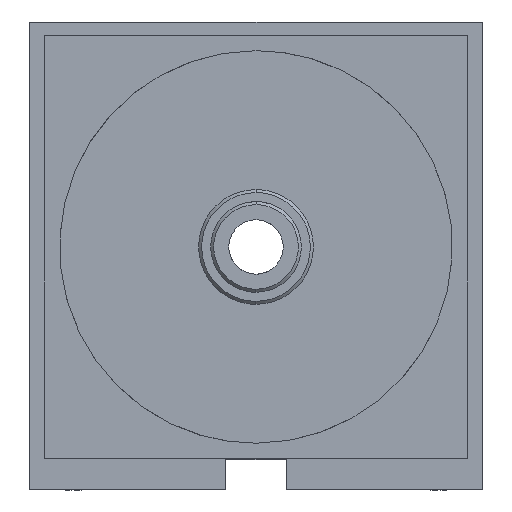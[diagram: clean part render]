
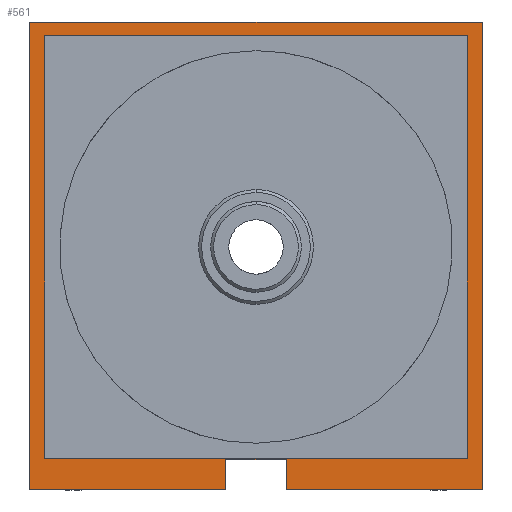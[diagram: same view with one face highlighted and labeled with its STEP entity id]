
A CAD part, left-side view. The second image highlights one B-rep face of the part: STEP entity #561.
In plain terms, the highlighted planar face has unit normal (-1, 0, 0).
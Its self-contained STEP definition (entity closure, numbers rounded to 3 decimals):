
#14 = ORIENTED_EDGE ( 'NONE', *, *, #1057, .T. ) ;
#17 = CARTESIAN_POINT ( 'NONE',  ( -152.984, 87.853, 348.5 ) ) ;
#29 = CARTESIAN_POINT ( 'NONE',  ( -152.984, 22.853, 348.5 ) ) ;
#35 = EDGE_CURVE ( 'NONE', #1278, #1165, #1635, .T. ) ;
#66 = EDGE_CURVE ( 'NONE', #3380, #3195, #4092, .T. ) ;
#90 = CARTESIAN_POINT ( 'NONE',  ( -152.984, 82.853, 499. ) ) ;
#197 = CARTESIAN_POINT ( 'NONE',  ( -152.984, 22.853, 358.5 ) ) ;
#210 = EDGE_LOOP ( 'NONE', ( #2636, #3430, #704, #5115 ) ) ;
#253 = CARTESIAN_POINT ( 'NONE',  ( -152.984, 87.853, 400.167 ) ) ;
#306 = FACE_BOUND ( 'NONE', #210, .T. ) ;
#364 = VERTEX_POINT ( 'NONE', #871 ) ;
#491 = EDGE_CURVE ( 'NONE', #3195, #524, #4541, .T. ) ;
#524 = VERTEX_POINT ( 'NONE', #4560 ) ;
#528 = CARTESIAN_POINT ( 'NONE',  ( -152.984, 22.853, 355.167 ) ) ;
#539 = CARTESIAN_POINT ( 'NONE',  ( -152.984, 44.519, 348.5 ) ) ;
#561 = ADVANCED_FACE ( 'NONE', ( #1920, #306 ), #3604, .F. ) ;
#569 = CARTESIAN_POINT ( 'NONE',  ( -152.984, 82.853, 499. ) ) ;
#598 = CARTESIAN_POINT ( 'NONE',  ( -152.984, 82.853, 452.333 ) ) ;
#615 = CARTESIAN_POINT ( 'NONE',  ( -152.984, 87.853, 451.833 ) ) ;
#665 = VERTEX_POINT ( 'NONE', #29 ) ;
#704 = ORIENTED_EDGE ( 'NONE', *, *, #3560, .F. ) ;
#732 = VERTEX_POINT ( 'NONE', #1033 ) ;
#834 = CARTESIAN_POINT ( 'NONE',  ( -152.984, -57.147, 452.333 ) ) ;
#838 = CARTESIAN_POINT ( 'NONE',  ( -152.984, 16.186, 358.5 ) ) ;
#871 = CARTESIAN_POINT ( 'NONE',  ( -152.984, -57.147, 359. ) ) ;
#892 = CARTESIAN_POINT ( 'NONE',  ( -152.984, 2.853, 348.5 ) ) ;
#903 = EDGE_CURVE ( 'NONE', #4037, #1752, #3934, .T. ) ;
#954 = CARTESIAN_POINT ( 'NONE',  ( -152.984, -57.147, 499. ) ) ;
#966 = CARTESIAN_POINT ( 'NONE',  ( -152.984, -18.814, 348.5 ) ) ;
#967 = CARTESIAN_POINT ( 'NONE',  ( -152.984, 2.853, 351.833 ) ) ;
#1008 = B_SPLINE_CURVE_WITH_KNOTS ( 'NONE', 3,
 ( #4814, #2218, #528, #3014 ),
 .UNSPECIFIED., .F., .F.,
 ( 4, 4 ),
 ( 0., 1. ),
 .UNSPECIFIED. ) ;
#1033 = CARTESIAN_POINT ( 'NONE',  ( -152.984, 2.853, 358.5 ) ) ;
#1038 = CARTESIAN_POINT ( 'NONE',  ( -152.984, -62.147, 503.5 ) ) ;
#1057 = EDGE_CURVE ( 'NONE', #665, #2486, #1008, .T. ) ;
#1098 = CARTESIAN_POINT ( 'NONE',  ( -152.984, 82.853, 405.667 ) ) ;
#1165 = VERTEX_POINT ( 'NONE', #4904 ) ;
#1278 = VERTEX_POINT ( 'NONE', #90 ) ;
#1298 = CARTESIAN_POINT ( 'NONE',  ( -152.984, 82.853, 499. ) ) ;
#1324 = CARTESIAN_POINT ( 'NONE',  ( -152.984, 66.186, 348.5 ) ) ;
#1396 = CARTESIAN_POINT ( 'NONE',  ( -152.984, 22.853, 348.5 ) ) ;
#1413 = CARTESIAN_POINT ( 'NONE',  ( -152.984, -62.147, 348.5 ) ) ;
#1457 = CARTESIAN_POINT ( 'NONE',  ( -152.984, 87.853, 503.5 ) ) ;
#1501 = DIRECTION ( 'NONE',  ( 1., 0., 0. ) ) ;
#1562 = EDGE_LOOP ( 'NONE', ( #4170, #5388, #2740, #3627, #3117, #5420, #5057, #14 ) ) ;
#1620 = CARTESIAN_POINT ( 'NONE',  ( -152.984, 22.853, 358.5 ) ) ;
#1635 = B_SPLINE_CURVE_WITH_KNOTS ( 'NONE', 3,
 ( #569, #598, #1098, #5257 ),
 .UNSPECIFIED., .F., .F.,
 ( 4, 4 ),
 ( 0., 1. ),
 .UNSPECIFIED. ) ;
#1636 = CARTESIAN_POINT ( 'NONE',  ( -152.984, 87.853, 503.5 ) ) ;
#1650 = CARTESIAN_POINT ( 'NONE',  ( -152.984, -57.147, 499. ) ) ;
#1752 = VERTEX_POINT ( 'NONE', #1636 ) ;
#1908 = CARTESIAN_POINT ( 'NONE',  ( -152.984, -62.147, 400.167 ) ) ;
#1920 = FACE_OUTER_BOUND ( 'NONE', #1562, .T. ) ;
#2055 = B_SPLINE_CURVE_WITH_KNOTS ( 'NONE', 3,
 ( #1650, #5082, #3931, #1298 ),
 .UNSPECIFIED., .F., .F.,
 ( 4, 4 ),
 ( 0., 1. ),
 .UNSPECIFIED. ) ;
#2152 = AXIS2_PLACEMENT_3D ( 'NONE', #5324, #1501, #4134 ) ;
#2218 = CARTESIAN_POINT ( 'NONE',  ( -152.984, 22.853, 351.833 ) ) ;
#2247 = EDGE_CURVE ( 'NONE', #732, #524, #4099, .T. ) ;
#2286 = B_SPLINE_CURVE_WITH_KNOTS ( 'NONE', 3,
 ( #3187, #3213, #2792, #4547 ),
 .UNSPECIFIED., .F., .F.,
 ( 4, 4 ),
 ( 0., 1. ),
 .UNSPECIFIED. ) ;
#2287 = EDGE_CURVE ( 'NONE', #665, #4037, #4577, .T. ) ;
#2297 = CARTESIAN_POINT ( 'NONE',  ( -152.984, -62.147, 348.5 ) ) ;
#2310 = CARTESIAN_POINT ( 'NONE',  ( -152.984, 2.853, 348.5 ) ) ;
#2411 = EDGE_CURVE ( 'NONE', #1165, #364, #2286, .T. ) ;
#2456 = VERTEX_POINT ( 'NONE', #954 ) ;
#2470 = EDGE_CURVE ( 'NONE', #1752, #3380, #3301, .T. ) ;
#2483 = CARTESIAN_POINT ( 'NONE',  ( -152.984, 9.519, 358.5 ) ) ;
#2486 = VERTEX_POINT ( 'NONE', #197 ) ;
#2529 = CARTESIAN_POINT ( 'NONE',  ( -152.984, -57.147, 499. ) ) ;
#2636 = ORIENTED_EDGE ( 'NONE', *, *, #2411, .F. ) ;
#2731 = CARTESIAN_POINT ( 'NONE',  ( -152.984, -12.147, 503.5 ) ) ;
#2740 = ORIENTED_EDGE ( 'NONE', *, *, #491, .F. ) ;
#2792 = CARTESIAN_POINT ( 'NONE',  ( -152.984, -10.481, 359. ) ) ;
#2948 = CARTESIAN_POINT ( 'NONE',  ( -152.984, -57.147, 359. ) ) ;
#3014 = CARTESIAN_POINT ( 'NONE',  ( -152.984, 22.853, 358.5 ) ) ;
#3025 = CARTESIAN_POINT ( 'NONE',  ( -152.984, 87.853, 348.5 ) ) ;
#3117 = ORIENTED_EDGE ( 'NONE', *, *, #2470, .F. ) ;
#3187 = CARTESIAN_POINT ( 'NONE',  ( -152.984, 82.853, 359. ) ) ;
#3195 = VERTEX_POINT ( 'NONE', #4574 ) ;
#3202 = CARTESIAN_POINT ( 'NONE',  ( -152.984, -62.147, 503.5 ) ) ;
#3213 = CARTESIAN_POINT ( 'NONE',  ( -152.984, 36.186, 359. ) ) ;
#3301 = B_SPLINE_CURVE_WITH_KNOTS ( 'NONE', 3,
 ( #1457, #3711, #2731, #4944 ),
 .UNSPECIFIED., .F., .F.,
 ( 4, 4 ),
 ( 0., 1. ),
 .UNSPECIFIED. ) ;
#3380 = VERTEX_POINT ( 'NONE', #3202 ) ;
#3430 = ORIENTED_EDGE ( 'NONE', *, *, #35, .F. ) ;
#3560 = EDGE_CURVE ( 'NONE', #2456, #1278, #2055, .T. ) ;
#3604 = PLANE ( 'NONE',  #2152 ) ;
#3605 = CARTESIAN_POINT ( 'NONE',  ( -152.984, 2.853, 358.5 ) ) ;
#3627 = ORIENTED_EDGE ( 'NONE', *, *, #66, .F. ) ;
#3640 = B_SPLINE_CURVE_WITH_KNOTS ( 'NONE', 3,
 ( #1620, #838, #2483, #4590 ),
 .UNSPECIFIED., .F., .F.,
 ( 4, 4 ),
 ( 0., 1. ),
 .UNSPECIFIED. ) ;
#3711 = CARTESIAN_POINT ( 'NONE',  ( -152.984, 37.853, 503.5 ) ) ;
#3931 = CARTESIAN_POINT ( 'NONE',  ( -152.984, 36.186, 499. ) ) ;
#3934 = B_SPLINE_CURVE_WITH_KNOTS ( 'NONE', 3,
 ( #5331, #253, #615, #4479 ),
 .UNSPECIFIED., .F., .F.,
 ( 4, 4 ),
 ( 0., 1. ),
 .UNSPECIFIED. ) ;
#3965 = CARTESIAN_POINT ( 'NONE',  ( -152.984, -40.481, 348.5 ) ) ;
#4037 = VERTEX_POINT ( 'NONE', #17 ) ;
#4092 = B_SPLINE_CURVE_WITH_KNOTS ( 'NONE', 3,
 ( #1038, #4519, #1908, #2297 ),
 .UNSPECIFIED., .F., .F.,
 ( 4, 4 ),
 ( 0., 1. ),
 .UNSPECIFIED. ) ;
#4099 = B_SPLINE_CURVE_WITH_KNOTS ( 'NONE', 3,
 ( #3605, #4813, #967, #2310 ),
 .UNSPECIFIED., .F., .F.,
 ( 4, 4 ),
 ( 0., 1. ),
 .UNSPECIFIED. ) ;
#4134 = DIRECTION ( 'NONE',  ( 0., 1., 0. ) ) ;
#4170 = ORIENTED_EDGE ( 'NONE', *, *, #4248, .T. ) ;
#4248 = EDGE_CURVE ( 'NONE', #2486, #732, #3640, .T. ) ;
#4479 = CARTESIAN_POINT ( 'NONE',  ( -152.984, 87.853, 503.5 ) ) ;
#4519 = CARTESIAN_POINT ( 'NONE',  ( -152.984, -62.147, 451.833 ) ) ;
#4541 = B_SPLINE_CURVE_WITH_KNOTS ( 'NONE', 3,
 ( #1413, #3965, #966, #892 ),
 .UNSPECIFIED., .F., .F.,
 ( 4, 4 ),
 ( 0., 1. ),
 .UNSPECIFIED. ) ;
#4547 = CARTESIAN_POINT ( 'NONE',  ( -152.984, -57.147, 359. ) ) ;
#4560 = CARTESIAN_POINT ( 'NONE',  ( -152.984, 2.853, 348.5 ) ) ;
#4574 = CARTESIAN_POINT ( 'NONE',  ( -152.984, -62.147, 348.5 ) ) ;
#4577 = B_SPLINE_CURVE_WITH_KNOTS ( 'NONE', 3,
 ( #1396, #539, #1324, #3025 ),
 .UNSPECIFIED., .F., .F.,
 ( 4, 4 ),
 ( 0., 1. ),
 .UNSPECIFIED. ) ;
#4590 = CARTESIAN_POINT ( 'NONE',  ( -152.984, 2.853, 358.5 ) ) ;
#4666 = CARTESIAN_POINT ( 'NONE',  ( -152.984, -57.147, 405.667 ) ) ;
#4813 = CARTESIAN_POINT ( 'NONE',  ( -152.984, 2.853, 355.167 ) ) ;
#4814 = CARTESIAN_POINT ( 'NONE',  ( -152.984, 22.853, 348.5 ) ) ;
#4904 = CARTESIAN_POINT ( 'NONE',  ( -152.984, 82.853, 359. ) ) ;
#4944 = CARTESIAN_POINT ( 'NONE',  ( -152.984, -62.147, 503.5 ) ) ;
#5057 = ORIENTED_EDGE ( 'NONE', *, *, #2287, .F. ) ;
#5082 = CARTESIAN_POINT ( 'NONE',  ( -152.984, -10.481, 499. ) ) ;
#5115 = ORIENTED_EDGE ( 'NONE', *, *, #5297, .F. ) ;
#5257 = CARTESIAN_POINT ( 'NONE',  ( -152.984, 82.853, 359. ) ) ;
#5297 = EDGE_CURVE ( 'NONE', #364, #2456, #5367, .T. ) ;
#5324 = CARTESIAN_POINT ( 'NONE',  ( -152.984, 12.853, 429. ) ) ;
#5331 = CARTESIAN_POINT ( 'NONE',  ( -152.984, 87.853, 348.5 ) ) ;
#5367 = B_SPLINE_CURVE_WITH_KNOTS ( 'NONE', 3,
 ( #2948, #4666, #834, #2529 ),
 .UNSPECIFIED., .F., .F.,
 ( 4, 4 ),
 ( 0., 1. ),
 .UNSPECIFIED. ) ;
#5388 = ORIENTED_EDGE ( 'NONE', *, *, #2247, .T. ) ;
#5420 = ORIENTED_EDGE ( 'NONE', *, *, #903, .F. ) ;
